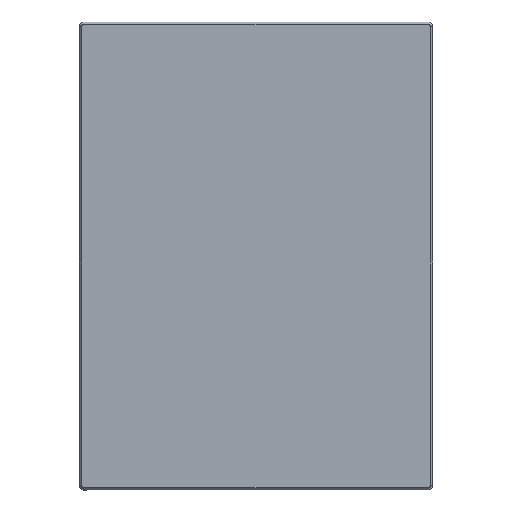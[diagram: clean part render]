
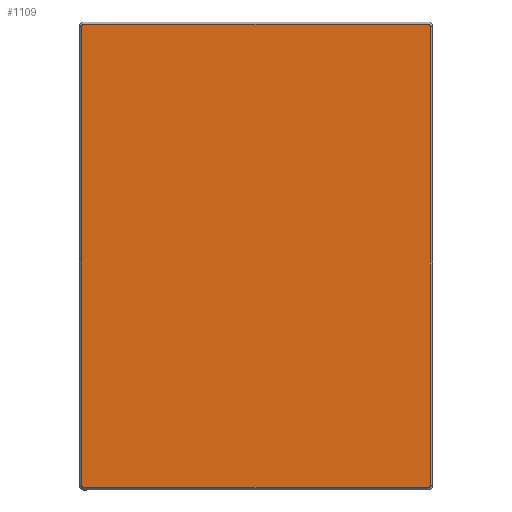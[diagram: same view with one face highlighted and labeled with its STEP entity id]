
A CAD part, top view. The second image highlights one B-rep face of the part: STEP entity #1109.
In plain terms, the highlighted planar face has unit normal (0, 0, 1).
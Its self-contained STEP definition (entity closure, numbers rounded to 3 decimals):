
#15 = PLANE ( 'NONE',  #601 ) ;
#24 = CARTESIAN_POINT ( 'NONE',  ( 6.085, 102.688, 446.744 ) ) ;
#108 = CIRCLE ( 'NONE', #610, 1. ) ;
#115 = EDGE_CURVE ( 'NONE', #213, #1284, #407, .T. ) ;
#121 = DIRECTION ( 'NONE',  ( 0., 1., 0. ) ) ;
#143 = CARTESIAN_POINT ( 'NONE',  ( 76.453, -103.247, 446.744 ) ) ;
#147 = CARTESIAN_POINT ( 'NONE',  ( -76.429, -103.247, 446.744 ) ) ;
#210 = EDGE_LOOP ( 'NONE', ( #538, #682, #265, #1202, #896, #268, #351, #711 ) ) ;
#213 = VERTEX_POINT ( 'NONE', #356 ) ;
#264 = CARTESIAN_POINT ( 'NONE',  ( -76.429, 102.688, 446.744 ) ) ;
#265 = ORIENTED_EDGE ( 'NONE', *, *, #553, .F. ) ;
#268 = ORIENTED_EDGE ( 'NONE', *, *, #115, .F. ) ;
#274 = DIRECTION ( 'NONE',  ( -1., 0., 0. ) ) ;
#275 = EDGE_CURVE ( 'NONE', #1330, #800, #1216, .T. ) ;
#318 = CARTESIAN_POINT ( 'NONE',  ( -77.429, 101.688, 446.744 ) ) ;
#341 = CARTESIAN_POINT ( 'NONE',  ( -77.429, 5.561, 446.744 ) ) ;
#346 = DIRECTION ( 'NONE',  ( -1., 0., 0. ) ) ;
#351 = ORIENTED_EDGE ( 'NONE', *, *, #1210, .F. ) ;
#356 = CARTESIAN_POINT ( 'NONE',  ( 77.453, 101.688, 446.744 ) ) ;
#379 = VECTOR ( 'NONE', #274, 1000. ) ;
#404 = CARTESIAN_POINT ( 'NONE',  ( -76.429, 101.688, 446.744 ) ) ;
#407 = LINE ( 'NONE', #746, #499 ) ;
#422 = DIRECTION ( 'NONE',  ( 1., 0., 0. ) ) ;
#437 = DIRECTION ( 'NONE',  ( 0., 0., -1. ) ) ;
#495 = CIRCLE ( 'NONE', #755, 1. ) ;
#499 = VECTOR ( 'NONE', #937, 1000. ) ;
#527 = VERTEX_POINT ( 'NONE', #861 ) ;
#538 = ORIENTED_EDGE ( 'NONE', *, *, #858, .F. ) ;
#541 = CARTESIAN_POINT ( 'NONE',  ( 76.453, -102.247, 446.744 ) ) ;
#553 = EDGE_CURVE ( 'NONE', #800, #527, #1279, .T. ) ;
#574 = AXIS2_PLACEMENT_3D ( 'NONE', #541, #437, #749 ) ;
#601 = AXIS2_PLACEMENT_3D ( 'NONE', #1074, #849, #835 ) ;
#602 = EDGE_CURVE ( 'NONE', #1284, #1330, #1034, .T. ) ;
#610 = AXIS2_PLACEMENT_3D ( 'NONE', #404, #1142, #1348 ) ;
#621 = CARTESIAN_POINT ( 'NONE',  ( 76.453, 102.688, 446.744 ) ) ;
#647 = DIRECTION ( 'NONE',  ( 0., 1., 0. ) ) ;
#682 = ORIENTED_EDGE ( 'NONE', *, *, #1234, .F. ) ;
#711 = ORIENTED_EDGE ( 'NONE', *, *, #1080, .F. ) ;
#746 = CARTESIAN_POINT ( 'NONE',  ( 77.453, 5.561, 446.744 ) ) ;
#749 = DIRECTION ( 'NONE',  ( 0., 1., 0. ) ) ;
#755 = AXIS2_PLACEMENT_3D ( 'NONE', #983, #1272, #647 ) ;
#778 = VERTEX_POINT ( 'NONE', #264 ) ;
#800 = VERTEX_POINT ( 'NONE', #147 ) ;
#804 = CARTESIAN_POINT ( 'NONE',  ( 6.085, -103.247, 446.744 ) ) ;
#814 = AXIS2_PLACEMENT_3D ( 'NONE', #1075, #1276, #346 ) ;
#835 = DIRECTION ( 'NONE',  ( -1., 0., 0. ) ) ;
#849 = DIRECTION ( 'NONE',  ( 0., 0., -1. ) ) ;
#858 = EDGE_CURVE ( 'NONE', #1159, #778, #108, .T. ) ;
#861 = CARTESIAN_POINT ( 'NONE',  ( -77.429, -102.247, 446.744 ) ) ;
#896 = ORIENTED_EDGE ( 'NONE', *, *, #602, .F. ) ;
#937 = DIRECTION ( 'NONE',  ( 0., -1., 0. ) ) ;
#983 = CARTESIAN_POINT ( 'NONE',  ( 76.453, 101.688, 446.744 ) ) ;
#1022 = VECTOR ( 'NONE', #422, 1000. ) ;
#1034 = CIRCLE ( 'NONE', #574, 1. ) ;
#1045 = LINE ( 'NONE', #24, #1022 ) ;
#1048 = VERTEX_POINT ( 'NONE', #621 ) ;
#1059 = FACE_OUTER_BOUND ( 'NONE', #210, .T. ) ;
#1063 = LINE ( 'NONE', #341, #1176 ) ;
#1074 = CARTESIAN_POINT ( 'NONE',  ( 6.085, 5.561, 446.744 ) ) ;
#1075 = CARTESIAN_POINT ( 'NONE',  ( -76.429, -102.247, 446.744 ) ) ;
#1080 = EDGE_CURVE ( 'NONE', #778, #1048, #1045, .T. ) ;
#1088 = CARTESIAN_POINT ( 'NONE',  ( 77.453, -102.247, 446.744 ) ) ;
#1109 = ADVANCED_FACE ( 'NONE', ( #1059 ), #15, .F. ) ;
#1142 = DIRECTION ( 'NONE',  ( 0., 0., -1. ) ) ;
#1159 = VERTEX_POINT ( 'NONE', #318 ) ;
#1176 = VECTOR ( 'NONE', #121, 1000. ) ;
#1202 = ORIENTED_EDGE ( 'NONE', *, *, #275, .F. ) ;
#1210 = EDGE_CURVE ( 'NONE', #1048, #213, #495, .T. ) ;
#1216 = LINE ( 'NONE', #804, #379 ) ;
#1234 = EDGE_CURVE ( 'NONE', #527, #1159, #1063, .T. ) ;
#1272 = DIRECTION ( 'NONE',  ( 0., 0., -1. ) ) ;
#1276 = DIRECTION ( 'NONE',  ( 0., 0., -1. ) ) ;
#1279 = CIRCLE ( 'NONE', #814, 1. ) ;
#1284 = VERTEX_POINT ( 'NONE', #1088 ) ;
#1330 = VERTEX_POINT ( 'NONE', #143 ) ;
#1348 = DIRECTION ( 'NONE',  ( -1., 0., 0. ) ) ;
